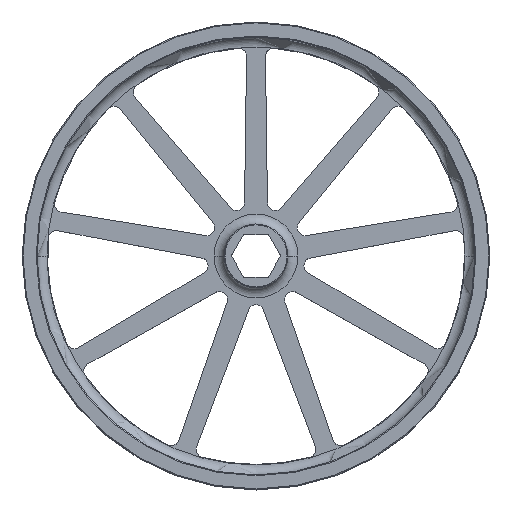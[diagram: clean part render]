
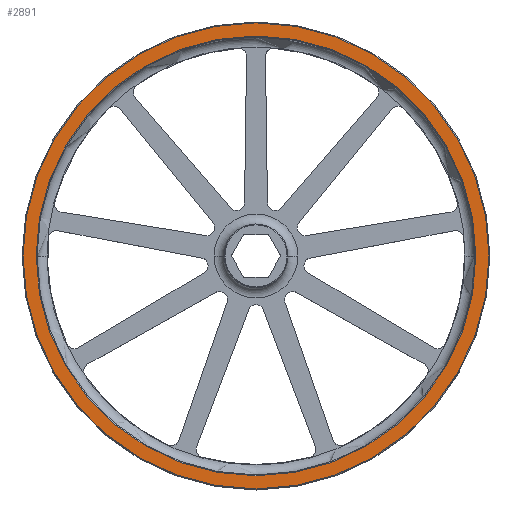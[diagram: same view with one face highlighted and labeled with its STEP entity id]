
A CAD part, top view. The second image highlights one B-rep face of the part: STEP entity #2891.
In plain terms, the highlighted planar face has unit normal (0, 0, 1).
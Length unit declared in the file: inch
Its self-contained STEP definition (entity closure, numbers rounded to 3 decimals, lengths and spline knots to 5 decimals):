
#184 = CARTESIAN_POINT ( 'NONE',  ( -2.75, 0., 0.8125 ) ) ;
#227 = PLANE ( 'NONE',  #1154 ) ;
#316 = EDGE_CURVE ( 'NONE', #661, #3539, #1858, .T. ) ;
#455 = FACE_BOUND ( 'NONE', #2889, .T. ) ;
#617 = DIRECTION ( 'NONE',  ( 1., 0., 0. ) ) ;
#661 = VERTEX_POINT ( 'NONE', #1825 ) ;
#817 = FACE_OUTER_BOUND ( 'NONE', #4882, .T. ) ;
#1020 = AXIS2_PLACEMENT_3D ( 'NONE', #1847, #2553, #4072 ) ;
#1096 = DIRECTION ( 'NONE',  ( 1., 0., 0. ) ) ;
#1154 = AXIS2_PLACEMENT_3D ( 'NONE', #184, #3149, #1998 ) ;
#1302 = EDGE_CURVE ( 'NONE', #3539, #661, #3222, .T. ) ;
#1307 = CARTESIAN_POINT ( 'NONE',  ( 0., 0., 0.8125 ) ) ;
#1360 = DIRECTION ( 'NONE',  ( 0., 0., -1. ) ) ;
#1457 = ORIENTED_EDGE ( 'NONE', *, *, #4034, .T. ) ;
#1574 = CIRCLE ( 'NONE', #1020, 2.585 ) ;
#1709 = AXIS2_PLACEMENT_3D ( 'NONE', #2980, #3346, #1096 ) ;
#1761 = ORIENTED_EDGE ( 'NONE', *, *, #1302, .T. ) ;
#1825 = CARTESIAN_POINT ( 'NONE',  ( -2.74, 0., 0.8125 ) ) ;
#1847 = CARTESIAN_POINT ( 'NONE',  ( 0., 0., 0.8125 ) ) ;
#1858 = CIRCLE ( 'NONE', #3052, 2.74 ) ;
#1987 = DIRECTION ( 'NONE',  ( 1., 0., 0. ) ) ;
#1998 = DIRECTION ( 'NONE',  ( 1., 0., 0. ) ) ;
#2059 = CARTESIAN_POINT ( 'NONE',  ( -2.585, 0., 0.8125 ) ) ;
#2469 = CARTESIAN_POINT ( 'NONE',  ( 2.74, 0., 0.8125 ) ) ;
#2553 = DIRECTION ( 'NONE',  ( 0., 0., -1. ) ) ;
#2672 = CIRCLE ( 'NONE', #2991, 2.585 ) ;
#2715 = CARTESIAN_POINT ( 'NONE',  ( 0., 0., 0.8125 ) ) ;
#2889 = EDGE_LOOP ( 'NONE', ( #2937, #1457 ) ) ;
#2891 = ADVANCED_FACE ( 'NONE', ( #817, #455 ), #227, .T. ) ;
#2937 = ORIENTED_EDGE ( 'NONE', *, *, #4566, .T. ) ;
#2980 = CARTESIAN_POINT ( 'NONE',  ( 0., 0., 0.8125 ) ) ;
#2991 = AXIS2_PLACEMENT_3D ( 'NONE', #1307, #1360, #617 ) ;
#3052 = AXIS2_PLACEMENT_3D ( 'NONE', #2715, #3088, #1987 ) ;
#3088 = DIRECTION ( 'NONE',  ( 0., 0., 1. ) ) ;
#3149 = DIRECTION ( 'NONE',  ( 0., 0., 1. ) ) ;
#3222 = CIRCLE ( 'NONE', #1709, 2.74 ) ;
#3265 = VERTEX_POINT ( 'NONE', #3695 ) ;
#3346 = DIRECTION ( 'NONE',  ( 0., 0., 1. ) ) ;
#3390 = VERTEX_POINT ( 'NONE', #2059 ) ;
#3539 = VERTEX_POINT ( 'NONE', #2469 ) ;
#3695 = CARTESIAN_POINT ( 'NONE',  ( 2.585, 0., 0.8125 ) ) ;
#4034 = EDGE_CURVE ( 'NONE', #3390, #3265, #2672, .T. ) ;
#4072 = DIRECTION ( 'NONE',  ( 1., 0., 0. ) ) ;
#4262 = ORIENTED_EDGE ( 'NONE', *, *, #316, .T. ) ;
#4566 = EDGE_CURVE ( 'NONE', #3265, #3390, #1574, .T. ) ;
#4882 = EDGE_LOOP ( 'NONE', ( #4262, #1761 ) ) ;
